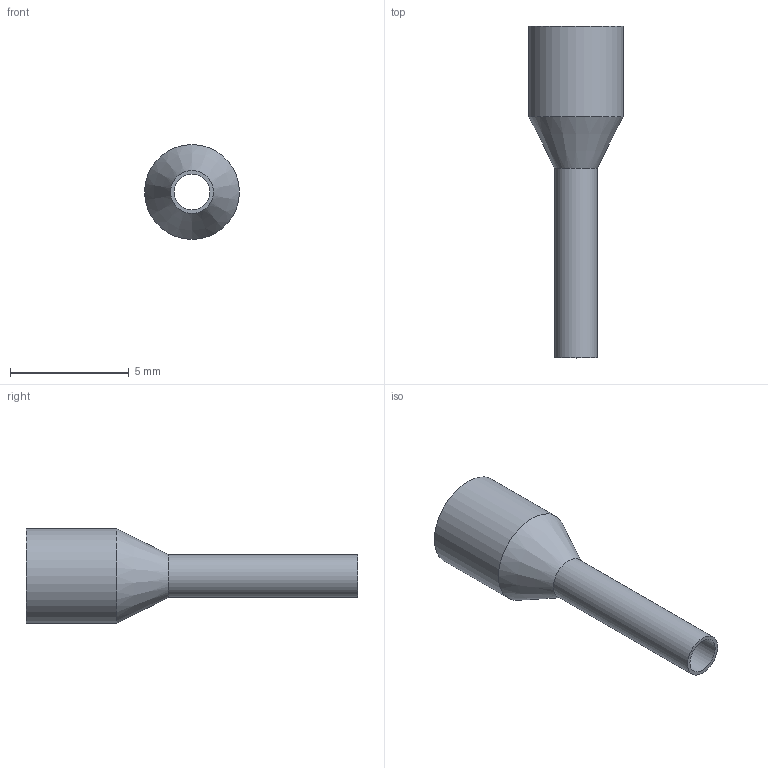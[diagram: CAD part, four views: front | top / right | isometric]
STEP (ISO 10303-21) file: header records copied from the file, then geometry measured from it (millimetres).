
FILE_DESCRIPTION(/* description */ ('CAx-IF Rec.Pracs.---Representation and Presentation of Product Manufacturing Information (PMI)---4.0---2014-10-13','CAx-IF Rec.Pracs.---3D Tessellated Geometry---0.4---2014-09-14','2;1','CAx-IF Rec.Pracs.---User Defined Attributes---1.5---2016-08-15'),/* implementation_level */ '2;1');
FILE_NAME(/* name */ 'T1-EXPORT-UserDefinedAttr-MaterialData',/* time_stamp */ '2025-03-20T20:10:20+01:00',/* author */ (''),/* organization */ (''),/* preprocessor_version */ 'ST-DEVELOPER v20',/* originating_system */ 'SIEMENS PLM Software NX2406.7001',/* authorisation */ $);
FILE_SCHEMA (('AP242_MANAGED_MODEL_BASED_3D_ENGINEERING_MIM_LF { 1 0 10303 442 3 1 4 }'));
Length unit declared in the file: millimetre
Products named in the file (3): T1-EXPORT-UserDefinedAttr-MaterialData; 2100091_AI GB 1-8 RD_Aderendhuelse_to-be-ISOLATION-TEST-2; 2100091_AI GB 1-8 RD_Aderendhuelse_to-be-HUELSE-TEST-2
Assembly tree (2 placements, depth 2):
  T1-EXPORT-UserDefinedAttr-MaterialData
    2100091_AI GB 1-8 RD_Aderendhuelse_to-be-ISOLATION-TEST-2
    2100091_AI GB 1-8 RD_Aderendhuelse_to-be-HUELSE-TEST-2
Bounding box: 4 x 14 x 4 mm (x, y, z)
Volume: 36 mm3; surface area: 235.2 mm2
Topology: 2 solids, 2 shells, 13 faces, 24 edges, 13 vertices
Faces by surface type: cone 7, cylinder 4, plane 2
Full cylindrical faces by diameter (mm): 1.5 x1, 1.8 x2, 4 x1
Entity records: 851 total; most frequent: DIRECTION 154, CARTESIAN_POINT 114, AXIS2_PLACEMENT_3D 77, ORIENTED_EDGE 26, EDGE_LOOP 26, FACE_BOUND 26, DRAUGHTING_MODEL 25, REPRESENTATION_MAP 25
